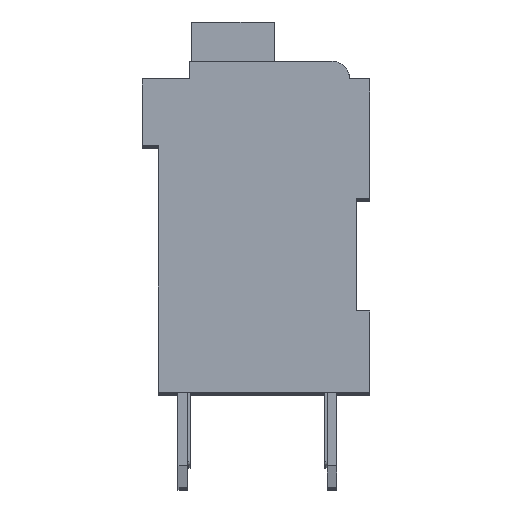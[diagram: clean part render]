
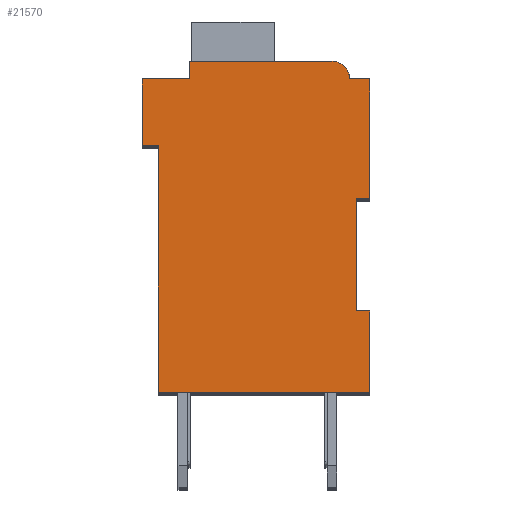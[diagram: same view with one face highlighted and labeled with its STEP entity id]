
A CAD part, top view. The second image highlights one B-rep face of the part: STEP entity #21570.
In plain terms, the highlighted planar face has unit normal (0, 0, 1).
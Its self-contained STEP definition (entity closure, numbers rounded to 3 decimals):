
#2154=DIRECTION('',(1.,0.,0.));
#2155=VECTOR('',#2154,0.5);
#2156=CARTESIAN_POINT('',(7.3,7.15,2.1));
#2157=LINE('',#2156,#2155);
#2158=DIRECTION('',(0.,1.,0.));
#2159=VECTOR('',#2158,4.15);
#2160=CARTESIAN_POINT('',(7.3,3.,2.1));
#2161=LINE('',#2160,#2159);
#2162=DIRECTION('',(-1.,0.,0.));
#2163=VECTOR('',#2162,0.5);
#2164=CARTESIAN_POINT('',(7.8,3.,2.1));
#2165=LINE('',#2164,#2163);
#2166=DIRECTION('',(0.,1.,0.));
#2167=VECTOR('',#2166,3.);
#2168=CARTESIAN_POINT('',(7.8,0.,2.1));
#2169=LINE('',#2168,#2167);
#2170=DIRECTION('',(1.,0.,0.));
#2171=VECTOR('',#2170,7.8);
#2172=CARTESIAN_POINT('',(0.,0.,2.1));
#2173=LINE('',#2172,#2171);
#2174=DIRECTION('',(0.,-1.,0.));
#2175=VECTOR('',#2174,9.1);
#2176=CARTESIAN_POINT('',(0.,9.1,2.1));
#2177=LINE('',#2176,#2175);
#2178=DIRECTION('',(1.,0.,0.));
#2179=VECTOR('',#2178,0.6);
#2180=CARTESIAN_POINT('',(-0.6,9.1,2.1));
#2181=LINE('',#2180,#2179);
#2182=DIRECTION('',(0.,-1.,0.));
#2183=VECTOR('',#2182,2.45);
#2184=CARTESIAN_POINT('',(-0.6,11.55,2.1));
#2185=LINE('',#2184,#2183);
#2186=DIRECTION('',(-1.,0.,0.));
#2187=VECTOR('',#2186,1.75);
#2188=CARTESIAN_POINT('',(1.15,11.55,2.1));
#2189=LINE('',#2188,#2187);
#2190=DIRECTION('',(0.,-1.,0.));
#2191=VECTOR('',#2190,0.65);
#2192=CARTESIAN_POINT('',(1.15,12.2,2.1));
#2193=LINE('',#2192,#2191);
#2194=DIRECTION('',(-1.,0.,0.));
#2195=VECTOR('',#2194,5.25);
#2196=CARTESIAN_POINT('',(6.4,12.2,2.1));
#2197=LINE('',#2196,#2195);
#2198=CARTESIAN_POINT('',(6.4,11.55,2.1));
#2199=DIRECTION('',(0.,0.,1.));
#2200=DIRECTION('',(1.,0.,0.));
#2201=AXIS2_PLACEMENT_3D('',#2198,#2199,#2200);
#2203=DIRECTION('',(-1.,0.,0.));
#2204=VECTOR('',#2203,0.75);
#2205=CARTESIAN_POINT('',(7.8,11.55,2.1));
#2206=LINE('',#2205,#2204);
#2207=DIRECTION('',(0.,1.,0.));
#2208=VECTOR('',#2207,4.4);
#2209=CARTESIAN_POINT('',(7.8,7.15,2.1));
#2210=LINE('',#2209,#2208);
#14931=CARTESIAN_POINT('',(7.3,7.15,2.1));
#14932=CARTESIAN_POINT('',(7.8,7.15,2.1));
#14933=VERTEX_POINT('',#14931);
#14934=VERTEX_POINT('',#14932);
#14935=CARTESIAN_POINT('',(7.8,11.55,2.1));
#14936=VERTEX_POINT('',#14935);
#14937=CARTESIAN_POINT('',(7.05,11.55,2.1));
#14938=VERTEX_POINT('',#14937);
#14939=CARTESIAN_POINT('',(6.4,12.2,2.1));
#14940=VERTEX_POINT('',#14939);
#14941=CARTESIAN_POINT('',(1.15,12.2,2.1));
#14942=VERTEX_POINT('',#14941);
#14943=CARTESIAN_POINT('',(1.15,11.55,2.1));
#14944=VERTEX_POINT('',#14943);
#14945=CARTESIAN_POINT('',(-0.6,11.55,2.1));
#14946=VERTEX_POINT('',#14945);
#14947=CARTESIAN_POINT('',(-0.6,9.1,2.1));
#14948=VERTEX_POINT('',#14947);
#14949=CARTESIAN_POINT('',(0.,9.1,2.1));
#14950=VERTEX_POINT('',#14949);
#14951=CARTESIAN_POINT('',(0.,0.,2.1));
#14952=VERTEX_POINT('',#14951);
#14953=CARTESIAN_POINT('',(7.8,0.,2.1));
#14954=VERTEX_POINT('',#14953);
#14955=CARTESIAN_POINT('',(7.8,3.,2.1));
#14956=VERTEX_POINT('',#14955);
#14957=CARTESIAN_POINT('',(7.3,3.,2.1));
#14958=VERTEX_POINT('',#14957);
#21540=CARTESIAN_POINT('',(0.,0.,2.1));
#21541=DIRECTION('',(0.,0.,1.));
#21542=DIRECTION('',(1.,0.,0.));
#21543=AXIS2_PLACEMENT_3D('',#21540,#21541,#21542);
#21544=PLANE('',#21543);
#21545=ORIENTED_EDGE('',*,*,#19612,.F.);
#21546=ORIENTED_EDGE('',*,*,#20363,.F.);
#21548=ORIENTED_EDGE('',*,*,#21547,.F.);
#21550=ORIENTED_EDGE('',*,*,#21549,.F.);
#21551=ORIENTED_EDGE('',*,*,#20781,.F.);
#21552=ORIENTED_EDGE('',*,*,#20642,.F.);
#21554=ORIENTED_EDGE('',*,*,#21553,.F.);
#21556=ORIENTED_EDGE('',*,*,#21555,.F.);
#21558=ORIENTED_EDGE('',*,*,#21557,.F.);
#21560=ORIENTED_EDGE('',*,*,#21559,.F.);
#21562=ORIENTED_EDGE('',*,*,#21561,.F.);
#21564=ORIENTED_EDGE('',*,*,#21563,.F.);
#21566=ORIENTED_EDGE('',*,*,#21565,.F.);
#21567=ORIENTED_EDGE('',*,*,#20019,.F.);
#21568=EDGE_LOOP('',(#21545,#21546,#21548,#21550,#21551,#21552,#21554,#21556,
#21558,#21560,#21562,#21564,#21566,#21567));
#21569=FACE_OUTER_BOUND('',#21568,.F.);
#2202=CIRCLE('',#2201,0.65);
#19612=EDGE_CURVE('',#14933,#14934,#2157,.T.);
#20019=EDGE_CURVE('',#14934,#14936,#2210,.T.);
#20363=EDGE_CURVE('',#14958,#14933,#2161,.T.);
#20642=EDGE_CURVE('',#14950,#14952,#2177,.T.);
#20781=EDGE_CURVE('',#14952,#14954,#2173,.T.);
#21547=EDGE_CURVE('',#14956,#14958,#2165,.T.);
#21549=EDGE_CURVE('',#14954,#14956,#2169,.T.);
#21553=EDGE_CURVE('',#14948,#14950,#2181,.T.);
#21555=EDGE_CURVE('',#14946,#14948,#2185,.T.);
#21557=EDGE_CURVE('',#14944,#14946,#2189,.T.);
#21559=EDGE_CURVE('',#14942,#14944,#2193,.T.);
#21561=EDGE_CURVE('',#14940,#14942,#2197,.T.);
#21563=EDGE_CURVE('',#14938,#14940,#2202,.T.);
#21565=EDGE_CURVE('',#14936,#14938,#2206,.T.);
#21570=ADVANCED_FACE('',(#21569),#21544,.T.);
